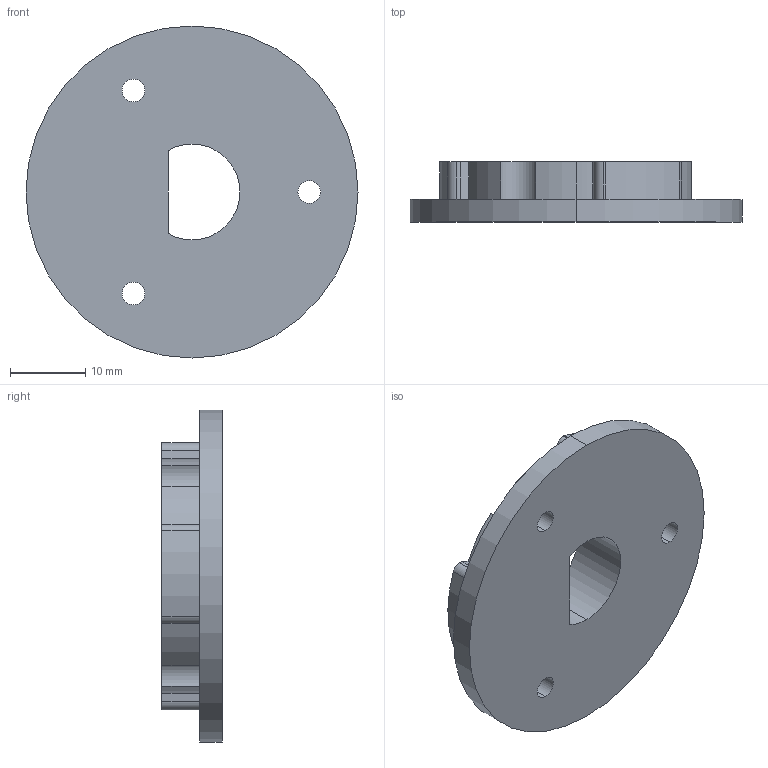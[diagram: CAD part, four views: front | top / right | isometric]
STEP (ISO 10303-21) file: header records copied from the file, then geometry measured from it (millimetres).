
FILE_DESCRIPTION (( 'STEP AP214' ), '1' );
FILE_NAME ('Gear Adapter.STEP', '2025-12-03T23:59:30', ( '' ), ( '' ), 'SwSTEP 2.0', 'SolidWorks 2025', '' );
FILE_SCHEMA (( 'AUTOMOTIVE_DESIGN' ));
Length unit declared in the file: millimetre
Products named in the file (1): Gear Adapter
Bounding box: 44 x 8 x 44 mm (x, y, z)
Volume: 7798.5 mm3; surface area: 4209.6 mm2
Topology: 1 solids, 1 shells, 43 faces, 120 edges, 80 vertices
Faces by surface type: cylinder 33, plane 10
Entity records: 1459 total; most frequent: DIRECTION 274, CARTESIAN_POINT 244, ORIENTED_EDGE 240, EDGE_CURVE 120, AXIS2_PLACEMENT_3D 110, VERTEX_POINT 80, CIRCLE 66, VECTOR 54
